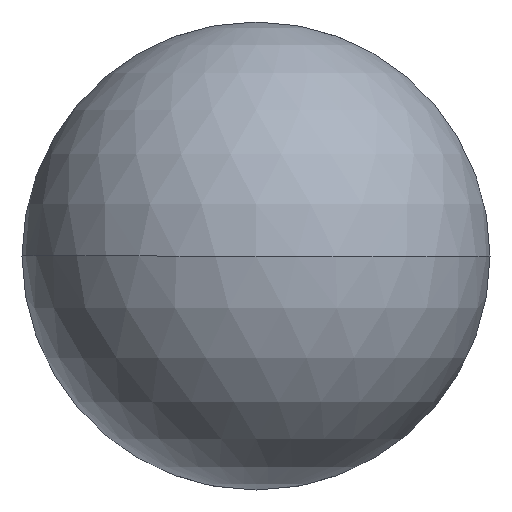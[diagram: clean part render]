
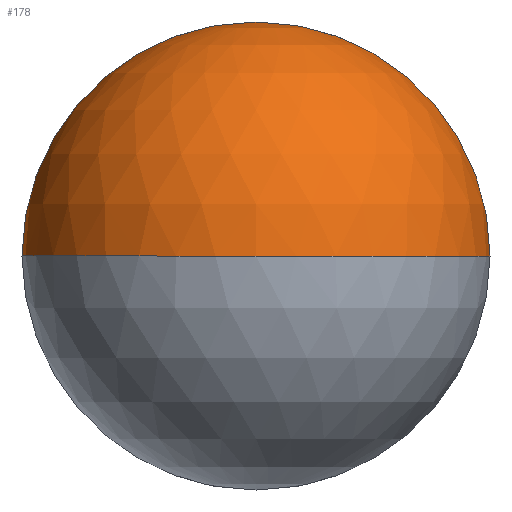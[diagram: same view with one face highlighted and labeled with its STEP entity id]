
A CAD part, front view. The second image highlights one B-rep face of the part: STEP entity #178.
In plain terms, the highlighted spherical face has radius 9.525 mm.
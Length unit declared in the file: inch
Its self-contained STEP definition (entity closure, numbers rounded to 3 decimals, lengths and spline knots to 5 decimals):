
#5 = CARTESIAN_POINT ( 'NONE',  ( 0., 0.375, 0. ) ) ;
#7 = CARTESIAN_POINT ( 'NONE',  ( 0., 0.375, 0. ) ) ;
#13 = VERTEX_POINT ( 'NONE', #306 ) ;
#19 = SPHERICAL_SURFACE ( 'NONE', #277, 0.375 ) ;
#21 = CARTESIAN_POINT ( 'NONE',  ( -0.375, 0.375, 0. ) ) ;
#28 = AXIS2_PLACEMENT_3D ( 'NONE', #7, #83, #300 ) ;
#32 = DIRECTION ( 'NONE',  ( 0., -1., 0. ) ) ;
#39 = DIRECTION ( 'NONE',  ( 0., 0., -1. ) ) ;
#77 = CARTESIAN_POINT ( 'NONE',  ( 0.375, 0.375, 0. ) ) ;
#83 = DIRECTION ( 'NONE',  ( 0., 0., 1. ) ) ;
#98 = AXIS2_PLACEMENT_3D ( 'NONE', #342, #368, #335 ) ;
#104 = CARTESIAN_POINT ( 'NONE',  ( 0., 0.375, 0. ) ) ;
#123 = CARTESIAN_POINT ( 'NONE',  ( 0., 0.375, 0. ) ) ;
#142 = EDGE_CURVE ( 'NONE', #171, #371, #229, .T. ) ;
#145 = ORIENTED_EDGE ( 'NONE', *, *, #149, .F. ) ;
#149 = EDGE_CURVE ( 'NONE', #207, #13, #249, .T. ) ;
#150 = DIRECTION ( 'NONE',  ( -1., 0., 0. ) ) ;
#171 = VERTEX_POINT ( 'NONE', #215 ) ;
#177 = ORIENTED_EDGE ( 'NONE', *, *, #372, .T. ) ;
#178 = ADVANCED_FACE ( 'NONE', ( #296 ), #19, .T. ) ;
#194 = EDGE_LOOP ( 'NONE', ( #327, #177, #145, #326 ) ) ;
#197 = AXIS2_PLACEMENT_3D ( 'NONE', #5, #236, #150 ) ;
#207 = VERTEX_POINT ( 'NONE', #77 ) ;
#215 = CARTESIAN_POINT ( 'NONE',  ( 0., 0.375, 0.375 ) ) ;
#218 = DIRECTION ( 'NONE',  ( 0., 0., 1. ) ) ;
#229 = CIRCLE ( 'NONE', #281, 0.375 ) ;
#236 = DIRECTION ( 'NONE',  ( 0., 0., -1. ) ) ;
#239 = DIRECTION ( 'NONE',  ( 1., 0., 0. ) ) ;
#243 = CIRCLE ( 'NONE', #98, 0.375 ) ;
#249 = CIRCLE ( 'NONE', #197, 0.375 ) ;
#250 = EDGE_CURVE ( 'NONE', #207, #171, #243, .T. ) ;
#262 = CIRCLE ( 'NONE', #28, 0.375 ) ;
#277 = AXIS2_PLACEMENT_3D ( 'NONE', #104, #218, #239 ) ;
#281 = AXIS2_PLACEMENT_3D ( 'NONE', #123, #32, #39 ) ;
#296 = FACE_OUTER_BOUND ( 'NONE', #194, .T. ) ;
#300 = DIRECTION ( 'NONE',  ( 1., 0., 0. ) ) ;
#306 = CARTESIAN_POINT ( 'NONE',  ( 0., 0., 0. ) ) ;
#326 = ORIENTED_EDGE ( 'NONE', *, *, #250, .T. ) ;
#327 = ORIENTED_EDGE ( 'NONE', *, *, #142, .T. ) ;
#335 = DIRECTION ( 'NONE',  ( 0., 0., -1. ) ) ;
#342 = CARTESIAN_POINT ( 'NONE',  ( 0., 0.375, 0. ) ) ;
#368 = DIRECTION ( 'NONE',  ( 0., -1., 0. ) ) ;
#371 = VERTEX_POINT ( 'NONE', #21 ) ;
#372 = EDGE_CURVE ( 'NONE', #371, #13, #262, .T. ) ;
